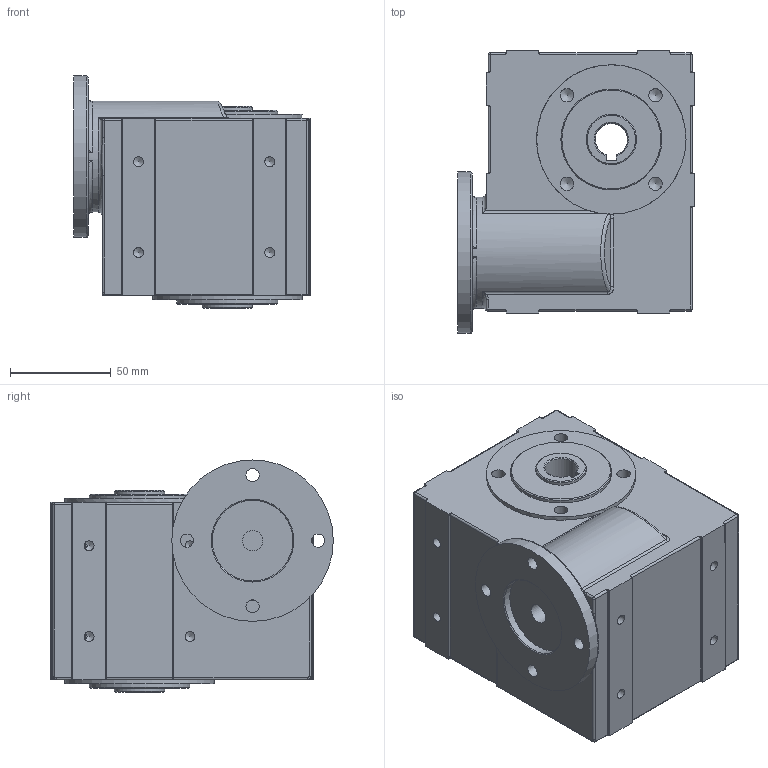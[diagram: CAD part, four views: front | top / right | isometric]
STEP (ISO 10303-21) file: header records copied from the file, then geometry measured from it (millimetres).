
FILE_DESCRIPTION((''),'2;1');
FILE_NAME('A40_25W_B14HW_M1.ipt.stp','2010-03-02T10:05:15',('INDUR'),(''),'Autodesk Inventor 2010','Autodesk Inventor 2010','');
FILE_SCHEMA(('CONFIG_CONTROL_DESIGN'));
Length unit declared in the file: millimetre
Products named in the file (1): A40_25W_B14HW_M1
Bounding box: 117 x 140 x 115 mm (x, y, z)
Volume: 1206324.3 mm3; surface area: 91591.4 mm2
Topology: 1 solids, 1 shells, 378 faces, 1013 edges, 646 vertices
Faces by surface type: plane 136, bspline 130, cylinder 88, cone 19, sphere 4, torus 1
Full cylindrical faces by diameter (mm): 4.917 x8, 6.647 x4, 10 x1, 25 x2, 40 x1, 50 x2, 55 x1, 74 x2, 80 x1
Entity records: 15052 total; most frequent: CARTESIAN_POINT 6261, ORIENTED_EDGE 1784, DIRECTION 1547, EDGE_CURVE 892, VERTEX_POINT 600, AXIS2_PLACEMENT_3D 537, EDGE_LOOP 476, VECTOR 473
